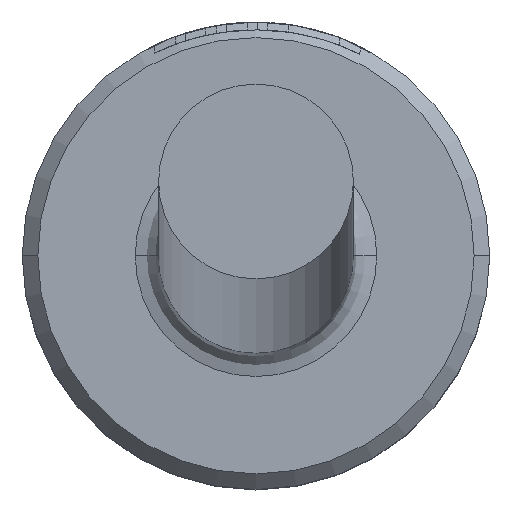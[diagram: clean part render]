
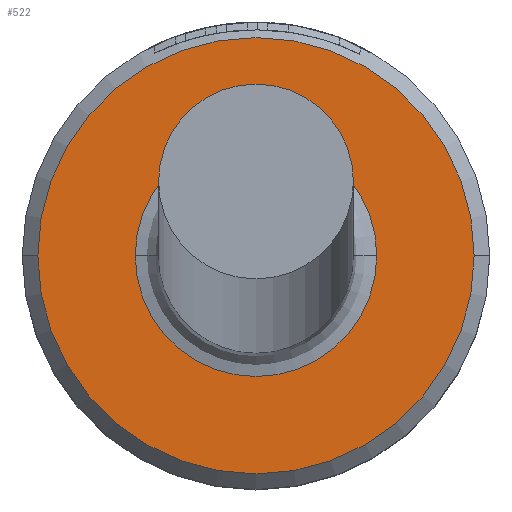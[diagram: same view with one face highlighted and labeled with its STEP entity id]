
A CAD part, top view. The second image highlights one B-rep face of the part: STEP entity #522.
In plain terms, the highlighted planar face has unit normal (0, 0, 1).
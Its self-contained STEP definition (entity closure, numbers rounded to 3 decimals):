
#43 = DIRECTION ( 'NONE',  ( 1., 0., 0. ) ) ;
#54 = EDGE_LOOP ( 'NONE', ( #1166, #880 ) ) ;
#62 = DIRECTION ( 'NONE',  ( 0., 0., 1. ) ) ;
#98 = FACE_OUTER_BOUND ( 'NONE', #54, .T. ) ;
#108 = CARTESIAN_POINT ( 'NONE',  ( 1.55, 0., 4. ) ) ;
#131 = AXIS2_PLACEMENT_3D ( 'NONE', #430, #612, #43 ) ;
#142 = DIRECTION ( 'NONE',  ( 0., 0., 1. ) ) ;
#187 = AXIS2_PLACEMENT_3D ( 'NONE', #1045, #533, #1130 ) ;
#195 = AXIS2_PLACEMENT_3D ( 'NONE', #626, #62, #714 ) ;
#295 = CIRCLE ( 'NONE', #1051, 2.8 ) ;
#307 = CARTESIAN_POINT ( 'NONE',  ( -1.55, 0., 4. ) ) ;
#355 = CIRCLE ( 'NONE', #367, 1.55 ) ;
#367 = AXIS2_PLACEMENT_3D ( 'NONE', #1023, #512, #1109 ) ;
#412 = ORIENTED_EDGE ( 'NONE', *, *, #746, .T. ) ;
#430 = CARTESIAN_POINT ( 'NONE',  ( 0., 0., 4. ) ) ;
#494 = EDGE_CURVE ( 'NONE', #638, #657, #295, .T. ) ;
#512 = DIRECTION ( 'NONE',  ( 0., 0., -1. ) ) ;
#522 = ADVANCED_FACE ( 'NONE', ( #98, #1135 ), #864, .T. ) ;
#533 = DIRECTION ( 'NONE',  ( 0., 0., -1. ) ) ;
#576 = EDGE_CURVE ( 'NONE', #657, #638, #613, .T. ) ;
#612 = DIRECTION ( 'NONE',  ( 0., 0., 1. ) ) ;
#613 = CIRCLE ( 'NONE', #195, 2.8 ) ;
#626 = CARTESIAN_POINT ( 'NONE',  ( 0., 0., 4. ) ) ;
#632 = ORIENTED_EDGE ( 'NONE', *, *, #1031, .T. ) ;
#638 = VERTEX_POINT ( 'NONE', #1104 ) ;
#657 = VERTEX_POINT ( 'NONE', #1018 ) ;
#690 = CARTESIAN_POINT ( 'NONE',  ( 0., 0., 4. ) ) ;
#714 = DIRECTION ( 'NONE',  ( 1., 0., 0. ) ) ;
#746 = EDGE_CURVE ( 'NONE', #970, #919, #997, .T. ) ;
#779 = DIRECTION ( 'NONE',  ( 1., 0., 0. ) ) ;
#864 = PLANE ( 'NONE',  #131 ) ;
#880 = ORIENTED_EDGE ( 'NONE', *, *, #494, .T. ) ;
#919 = VERTEX_POINT ( 'NONE', #108 ) ;
#970 = VERTEX_POINT ( 'NONE', #307 ) ;
#997 = CIRCLE ( 'NONE', #187, 1.55 ) ;
#1018 = CARTESIAN_POINT ( 'NONE',  ( -2.8, 0., 4. ) ) ;
#1023 = CARTESIAN_POINT ( 'NONE',  ( 0., 0., 4. ) ) ;
#1031 = EDGE_CURVE ( 'NONE', #919, #970, #355, .T. ) ;
#1045 = CARTESIAN_POINT ( 'NONE',  ( 0., 0., 4. ) ) ;
#1051 = AXIS2_PLACEMENT_3D ( 'NONE', #690, #142, #779 ) ;
#1104 = CARTESIAN_POINT ( 'NONE',  ( 2.8, 0., 4. ) ) ;
#1109 = DIRECTION ( 'NONE',  ( -1., 0., 0. ) ) ;
#1130 = DIRECTION ( 'NONE',  ( -1., 0., 0. ) ) ;
#1135 = FACE_BOUND ( 'NONE', #1157, .T. ) ;
#1157 = EDGE_LOOP ( 'NONE', ( #412, #632 ) ) ;
#1166 = ORIENTED_EDGE ( 'NONE', *, *, #576, .T. ) ;
